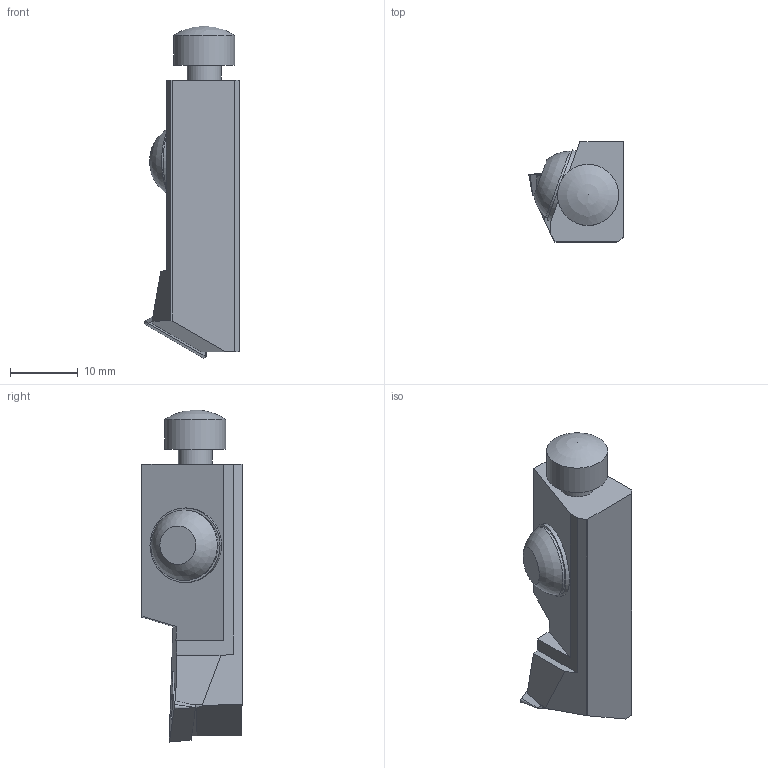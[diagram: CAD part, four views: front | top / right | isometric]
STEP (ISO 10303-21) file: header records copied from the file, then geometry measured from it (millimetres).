
FILE_DESCRIPTION(/* description */ (''),/* implementation_level */ '2;1');
FILE_NAME(/* name */ '1687837388837.stp',/* time_stamp */ '2023-06-27T09:13:17+06:00',/* author */ (''),/* organization */ ('SMS'),/* preprocessor_version */ 'ST-DEVELOPER v16.7',/* originating_system */ 'SIEMENS PLM Software NX 12.0',/* authorisation */ '');
FILE_SCHEMA (('AUTOMOTIVE_DESIGN { 1 0 10303 214 3 1 1 1 }'));
Length unit declared in the file: millimetre
Products named in the file (4): ASSEMBLY_CONSTRUCTION; IsoTurningInsert; 204798180mod000_00; 204798182mod000_00
Assembly tree (3 placements, depth 2):
  204798182mod000_00
    204798180mod000_00
    IsoTurningInsert
    ASSEMBLY_CONSTRUCTION
Bounding box: 13.96 x 14.75 x 48.97 mm (x, y, z)
Volume: 5457.6 mm3; surface area: 2594.4 mm2
Topology: 2 solids, 2 shells, 51 faces, 127 edges, 92 vertices
Faces by surface type: plane 30, cylinder 8, cone 6, torus 4, sphere 3
Full cylindrical faces by diameter (mm): 2.8 x2, 3.45 x1, 5 x1, 9 x1, 10.375 x1, 11 x1
Entity records: 1570 total; most frequent: CARTESIAN_POINT 262, DIRECTION 258, ORIENTED_EDGE 200, EDGE_CURVE 100, AXIS2_PLACEMENT_3D 96, EDGE_LOOP 74, VERTEX_POINT 74, LINE 66
